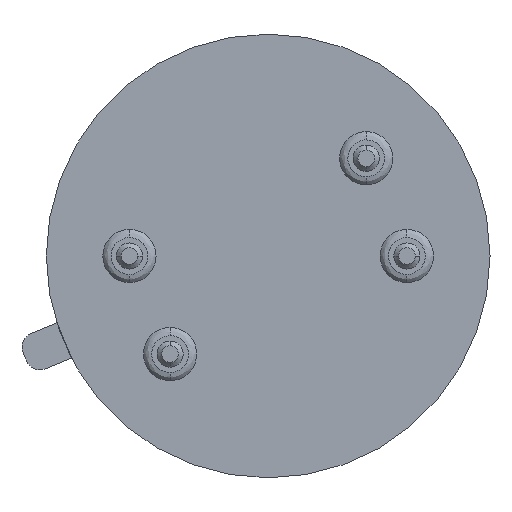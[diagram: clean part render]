
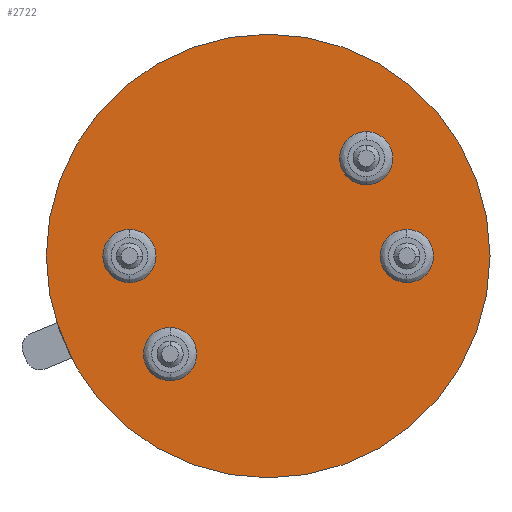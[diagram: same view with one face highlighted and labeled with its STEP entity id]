
A CAD part, front view. The second image highlights one B-rep face of the part: STEP entity #2722.
In plain terms, the highlighted planar face has unit normal (0, -1, 0).
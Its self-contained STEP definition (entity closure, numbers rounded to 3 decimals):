
#289 = CIRCLE ( 'NONE', #1216, 4.67 ) ;
#426 = AXIS2_PLACEMENT_3D ( 'NONE', #2149, #982, #1476 ) ;
#656 = CARTESIAN_POINT ( 'NONE',  ( 0., 0., 0. ) ) ;
#688 = CARTESIAN_POINT ( 'NONE',  ( 0., 0., 0. ) ) ;
#982 = DIRECTION ( 'NONE',  ( 0., 1., 0. ) ) ;
#1051 = ORIENTED_EDGE ( 'NONE', *, *, #2940, .F. ) ;
#1216 = AXIS2_PLACEMENT_3D ( 'NONE', #688, #1880, #2606 ) ;
#1232 = FACE_OUTER_BOUND ( 'NONE', #1422, .T. ) ;
#1258 = VERTEX_POINT ( 'NONE', #2259 ) ;
#1351 = VERTEX_POINT ( 'NONE', #1925 ) ;
#1422 = EDGE_LOOP ( 'NONE', ( #1468, #1051 ) ) ;
#1468 = ORIENTED_EDGE ( 'NONE', *, *, #1572, .F. ) ;
#1476 = DIRECTION ( 'NONE',  ( 0., 0., -1. ) ) ;
#1521 = DIRECTION ( 'NONE',  ( 0., 0., 1. ) ) ;
#1572 = EDGE_CURVE ( 'NONE', #1258, #1351, #289, .T. ) ;
#1590 = DIRECTION ( 'NONE',  ( 0., 1., 0. ) ) ;
#1756 = CIRCLE ( 'NONE', #426, 4.67 ) ;
#1880 = DIRECTION ( 'NONE',  ( 0., 1., 0. ) ) ;
#1925 = CARTESIAN_POINT ( 'NONE',  ( 0., 0., 4.67 ) ) ;
#2149 = CARTESIAN_POINT ( 'NONE',  ( 0., 0., 0. ) ) ;
#2157 = PLANE ( 'NONE',  #2273 ) ;
#2259 = CARTESIAN_POINT ( 'NONE',  ( 0., 0., -4.67 ) ) ;
#2273 = AXIS2_PLACEMENT_3D ( 'NONE', #656, #1590, #1521 ) ;
#2606 = DIRECTION ( 'NONE',  ( 0., 0., -1. ) ) ;
#2722 = ADVANCED_FACE ( 'NONE', ( #1232 ), #2157, .F. ) ;
#2940 = EDGE_CURVE ( 'NONE', #1351, #1258, #1756, .T. ) ;
